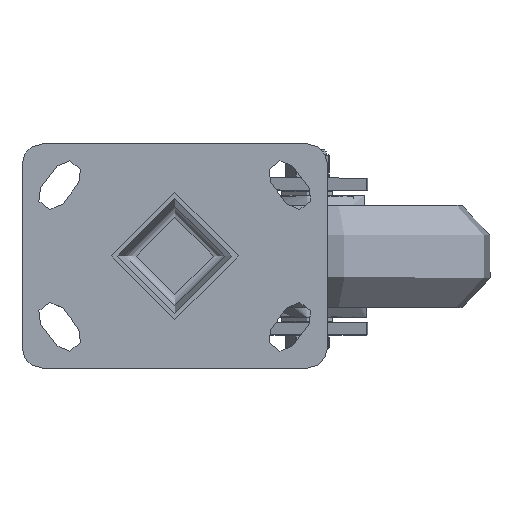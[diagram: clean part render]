
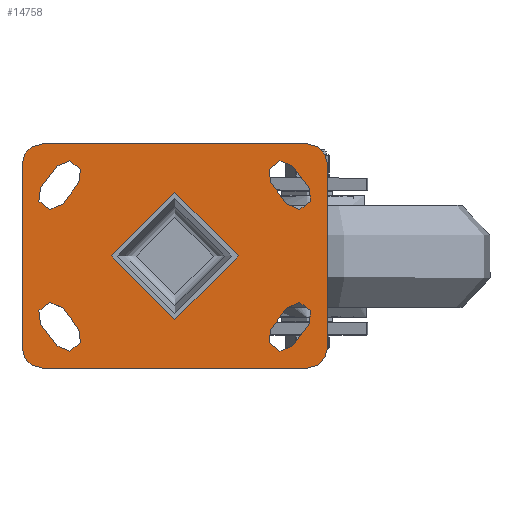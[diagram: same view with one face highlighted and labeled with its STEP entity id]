
A CAD part, top view. The second image highlights one B-rep face of the part: STEP entity #14758.
In plain terms, the highlighted planar face has unit normal (0, 0, 1).
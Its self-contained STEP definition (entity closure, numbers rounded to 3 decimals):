
#731=FACE_BOUND('',#4702,.T.);
#732=FACE_BOUND('',#4703,.T.);
#733=FACE_BOUND('',#4704,.T.);
#734=FACE_BOUND('',#4705,.T.);
#735=FACE_BOUND('',#4706,.T.);
#901=PLANE('',#15973);
#2041=LINE('',#23938,#2816);
#2043=LINE('',#23941,#2818);
#2050=LINE('',#23950,#2825);
#2052=LINE('',#23953,#2827);
#2053=LINE('',#23955,#2828);
#2054=LINE('',#23956,#2829);
#2055=LINE('',#23957,#2830);
#2056=LINE('',#23958,#2831);
#2057=LINE('',#23959,#2832);
#2058=LINE('',#23960,#2833);
#2059=LINE('',#23961,#2834);
#2060=LINE('',#23962,#2835);
#2816=VECTOR('',#17671,1000.);
#2818=VECTOR('',#17675,1000.);
#2825=VECTOR('',#17686,1000.);
#2827=VECTOR('',#17690,1000.);
#2828=VECTOR('',#17693,1000.);
#2829=VECTOR('',#17694,1000.);
#2830=VECTOR('',#17695,1000.);
#2831=VECTOR('',#17696,1000.);
#2832=VECTOR('',#17697,1000.);
#2833=VECTOR('',#17698,1000.);
#2834=VECTOR('',#17699,1000.);
#2835=VECTOR('',#17700,1000.);
#3742=FACE_OUTER_BOUND('',#4701,.T.);
#4701=EDGE_LOOP('',(#10597,#10598,#10599,#10600,#10601,#10602,#10603,#10604));
#4702=EDGE_LOOP('',(#10605,#10606,#10607,#10608));
#4703=EDGE_LOOP('',(#10609,#10610,#10611,#10612));
#4704=EDGE_LOOP('',(#10613,#10614,#10615,#10616));
#4705=EDGE_LOOP('',(#10617,#10618,#10619,#10620));
#4706=EDGE_LOOP('',(#10621));
#5727=CIRCLE('',#15905,31.25);
#5729=CIRCLE('',#15908,6.75);
#5732=CIRCLE('',#15912,6.75);
#5741=CIRCLE('',#15925,10.);
#5743=CIRCLE('',#15928,10.);
#5745=CIRCLE('',#15931,10.);
#5747=CIRCLE('',#15934,10.);
#5760=CIRCLE('',#15952,6.75);
#5761=CIRCLE('',#15954,6.75);
#5764=CIRCLE('',#15958,6.75);
#5765=CIRCLE('',#15960,6.75);
#5768=CIRCLE('',#15964,6.75);
#5769=CIRCLE('',#15966,6.75);
#6523=VERTEX_POINT('',#23749);
#6525=VERTEX_POINT('',#23755);
#6526=VERTEX_POINT('',#23756);
#6531=VERTEX_POINT('',#23767);
#6532=VERTEX_POINT('',#23769);
#6539=VERTEX_POINT('',#23791);
#6540=VERTEX_POINT('',#23792);
#6543=VERTEX_POINT('',#23800);
#6544=VERTEX_POINT('',#23801);
#6547=VERTEX_POINT('',#23809);
#6548=VERTEX_POINT('',#23810);
#6551=VERTEX_POINT('',#23818);
#6552=VERTEX_POINT('',#23819);
#6567=VERTEX_POINT('',#23886);
#6568=VERTEX_POINT('',#23888);
#6569=VERTEX_POINT('',#23892);
#6570=VERTEX_POINT('',#23893);
#6575=VERTEX_POINT('',#23904);
#6576=VERTEX_POINT('',#23906);
#6577=VERTEX_POINT('',#23910);
#6578=VERTEX_POINT('',#23911);
#6583=VERTEX_POINT('',#23922);
#6584=VERTEX_POINT('',#23924);
#6585=VERTEX_POINT('',#23928);
#6586=VERTEX_POINT('',#23929);
#8026=EDGE_CURVE('',#6523,#6523,#5727,.T.);
#8029=EDGE_CURVE('',#6525,#6526,#5729,.T.);
#8035=EDGE_CURVE('',#6532,#6531,#5732,.T.);
#8046=EDGE_CURVE('',#6539,#6540,#5741,.T.);
#8050=EDGE_CURVE('',#6543,#6544,#5743,.T.);
#8054=EDGE_CURVE('',#6547,#6548,#5745,.T.);
#8058=EDGE_CURVE('',#6551,#6552,#5747,.T.);
#8078=EDGE_CURVE('',#6568,#6567,#5760,.T.);
#8080=EDGE_CURVE('',#6569,#6570,#5761,.T.);
#8086=EDGE_CURVE('',#6576,#6575,#5764,.T.);
#8088=EDGE_CURVE('',#6577,#6578,#5765,.T.);
#8094=EDGE_CURVE('',#6584,#6583,#5768,.T.);
#8096=EDGE_CURVE('',#6585,#6586,#5769,.T.);
#8101=EDGE_CURVE('',#6583,#6585,#2041,.T.);
#8103=EDGE_CURVE('',#6586,#6584,#2043,.T.);
#8110=EDGE_CURVE('',#6531,#6577,#2050,.T.);
#8112=EDGE_CURVE('',#6578,#6532,#2052,.T.);
#8113=EDGE_CURVE('',#6548,#6551,#2053,.T.);
#8114=EDGE_CURVE('',#6540,#6547,#2054,.T.);
#8115=EDGE_CURVE('',#6544,#6539,#2055,.T.);
#8116=EDGE_CURVE('',#6552,#6543,#2056,.T.);
#8117=EDGE_CURVE('',#6570,#6576,#2057,.T.);
#8118=EDGE_CURVE('',#6575,#6569,#2058,.T.);
#8119=EDGE_CURVE('',#6567,#6525,#2059,.T.);
#8120=EDGE_CURVE('',#6526,#6568,#2060,.T.);
#10597=ORIENTED_EDGE('',*,*,#8058,.F.);
#10598=ORIENTED_EDGE('',*,*,#8113,.F.);
#10599=ORIENTED_EDGE('',*,*,#8054,.F.);
#10600=ORIENTED_EDGE('',*,*,#8114,.F.);
#10601=ORIENTED_EDGE('',*,*,#8046,.F.);
#10602=ORIENTED_EDGE('',*,*,#8115,.F.);
#10603=ORIENTED_EDGE('',*,*,#8050,.F.);
#10604=ORIENTED_EDGE('',*,*,#8116,.F.);
#10605=ORIENTED_EDGE('',*,*,#8117,.T.);
#10606=ORIENTED_EDGE('',*,*,#8086,.T.);
#10607=ORIENTED_EDGE('',*,*,#8118,.T.);
#10608=ORIENTED_EDGE('',*,*,#8080,.T.);
#10609=ORIENTED_EDGE('',*,*,#8101,.T.);
#10610=ORIENTED_EDGE('',*,*,#8096,.T.);
#10611=ORIENTED_EDGE('',*,*,#8103,.T.);
#10612=ORIENTED_EDGE('',*,*,#8094,.T.);
#10613=ORIENTED_EDGE('',*,*,#8112,.T.);
#10614=ORIENTED_EDGE('',*,*,#8035,.T.);
#10615=ORIENTED_EDGE('',*,*,#8110,.T.);
#10616=ORIENTED_EDGE('',*,*,#8088,.T.);
#10617=ORIENTED_EDGE('',*,*,#8119,.T.);
#10618=ORIENTED_EDGE('',*,*,#8029,.T.);
#10619=ORIENTED_EDGE('',*,*,#8120,.T.);
#10620=ORIENTED_EDGE('',*,*,#8078,.T.);
#10621=ORIENTED_EDGE('',*,*,#8026,.T.);
#14758=ADVANCED_FACE('',(#3742,#731,#732,#733,#734,#735),#901,.T.);
#15905=AXIS2_PLACEMENT_3D('',#23750,#17514,#17515);
#15908=AXIS2_PLACEMENT_3D('',#23757,#17521,#17522);
#15912=AXIS2_PLACEMENT_3D('',#23770,#17532,#17533);
#15925=AXIS2_PLACEMENT_3D('',#23793,#17560,#17561);
#15928=AXIS2_PLACEMENT_3D('',#23802,#17568,#17569);
#15931=AXIS2_PLACEMENT_3D('',#23811,#17576,#17577);
#15934=AXIS2_PLACEMENT_3D('',#23820,#17584,#17585);
#15952=AXIS2_PLACEMENT_3D('',#23889,#17625,#17626);
#15954=AXIS2_PLACEMENT_3D('',#23894,#17630,#17631);
#15958=AXIS2_PLACEMENT_3D('',#23907,#17641,#17642);
#15960=AXIS2_PLACEMENT_3D('',#23912,#17646,#17647);
#15964=AXIS2_PLACEMENT_3D('',#23925,#17657,#17658);
#15966=AXIS2_PLACEMENT_3D('',#23930,#17662,#17663);
#15973=AXIS2_PLACEMENT_3D('',#23954,#17691,#17692);
#17514=DIRECTION('center_axis',(0.,0.,-1.));
#17515=DIRECTION('ref_axis',(1.,0.,0.));
#17521=DIRECTION('center_axis',(0.,0.,-1.));
#17522=DIRECTION('ref_axis',(-1.,0.,0.));
#17532=DIRECTION('center_axis',(0.,0.,-1.));
#17533=DIRECTION('ref_axis',(1.,0.,0.));
#17560=DIRECTION('center_axis',(0.,0.,-1.));
#17561=DIRECTION('ref_axis',(-0.707,0.707,0.));
#17568=DIRECTION('center_axis',(0.,0.,-1.));
#17569=DIRECTION('ref_axis',(-0.707,-0.707,0.));
#17576=DIRECTION('center_axis',(0.,0.,-1.));
#17577=DIRECTION('ref_axis',(0.707,0.707,0.));
#17584=DIRECTION('center_axis',(0.,0.,-1.));
#17585=DIRECTION('ref_axis',(0.707,-0.707,0.));
#17625=DIRECTION('center_axis',(0.,0.,-1.));
#17626=DIRECTION('ref_axis',(-1.,0.,0.));
#17630=DIRECTION('center_axis',(0.,0.,-1.));
#17631=DIRECTION('ref_axis',(1.,0.,0.));
#17641=DIRECTION('center_axis',(0.,0.,-1.));
#17642=DIRECTION('ref_axis',(1.,0.,0.));
#17646=DIRECTION('center_axis',(0.,0.,-1.));
#17647=DIRECTION('ref_axis',(1.,0.,0.));
#17657=DIRECTION('center_axis',(0.,0.,-1.));
#17658=DIRECTION('ref_axis',(-1.,0.,0.));
#17662=DIRECTION('center_axis',(0.,0.,-1.));
#17663=DIRECTION('ref_axis',(-1.,0.,0.));
#17671=DIRECTION('',(-0.606,0.795,0.));
#17675=DIRECTION('',(0.606,-0.795,0.));
#17686=DIRECTION('',(0.606,0.795,0.));
#17690=DIRECTION('',(-0.606,-0.795,0.));
#17691=DIRECTION('center_axis',(0.,0.,1.));
#17692=DIRECTION('ref_axis',(1.,0.,0.));
#17693=DIRECTION('',(0.,-1.,0.));
#17694=DIRECTION('',(1.,0.,0.));
#17695=DIRECTION('',(0.,1.,0.));
#17696=DIRECTION('',(-1.,0.,0.));
#17697=DIRECTION('',(-0.606,0.795,0.));
#17698=DIRECTION('',(0.606,-0.795,0.));
#17699=DIRECTION('',(-0.606,-0.795,0.));
#17700=DIRECTION('',(0.606,0.795,0.));
#23749=CARTESIAN_POINT('',(-31.25,0.,0.));
#23750=CARTESIAN_POINT('Origin',(0.,0.,0.));
#23755=CARTESIAN_POINT('',(57.869,-44.091,0.));
#23756=CARTESIAN_POINT('',(47.131,-35.909,0.));
#23757=CARTESIAN_POINT('Origin',(52.5,-40.,0.));
#23767=CARTESIAN_POINT('',(-65.869,33.591,0.));
#23769=CARTESIAN_POINT('',(-55.131,25.409,0.));
#23770=CARTESIAN_POINT('Origin',(-60.5,29.5,0.));
#23791=CARTESIAN_POINT('',(-75.,45.,0.));
#23792=CARTESIAN_POINT('',(-65.,55.,0.));
#23793=CARTESIAN_POINT('Origin',(-65.,45.,0.));
#23800=CARTESIAN_POINT('',(-65.,-55.,0.));
#23801=CARTESIAN_POINT('',(-75.,-45.,0.));
#23802=CARTESIAN_POINT('Origin',(-65.,-45.,0.));
#23809=CARTESIAN_POINT('',(65.,55.,0.));
#23810=CARTESIAN_POINT('',(75.,45.,0.));
#23811=CARTESIAN_POINT('Origin',(65.,45.,0.));
#23818=CARTESIAN_POINT('',(75.,-45.,0.));
#23819=CARTESIAN_POINT('',(65.,-55.,0.));
#23820=CARTESIAN_POINT('Origin',(65.,-45.,0.));
#23886=CARTESIAN_POINT('',(65.869,-33.591,0.));
#23888=CARTESIAN_POINT('',(55.131,-25.409,0.));
#23889=CARTESIAN_POINT('Origin',(60.5,-29.5,0.));
#23892=CARTESIAN_POINT('',(-47.131,-35.909,0.));
#23893=CARTESIAN_POINT('',(-57.869,-44.091,0.));
#23894=CARTESIAN_POINT('Origin',(-52.5,-40.,0.));
#23904=CARTESIAN_POINT('',(-55.131,-25.409,0.));
#23906=CARTESIAN_POINT('',(-65.869,-33.591,0.));
#23907=CARTESIAN_POINT('Origin',(-60.5,-29.5,0.));
#23910=CARTESIAN_POINT('',(-57.869,44.091,0.));
#23911=CARTESIAN_POINT('',(-47.131,35.909,0.));
#23912=CARTESIAN_POINT('Origin',(-52.5,40.,0.));
#23922=CARTESIAN_POINT('',(55.131,25.409,0.));
#23924=CARTESIAN_POINT('',(65.869,33.591,0.));
#23925=CARTESIAN_POINT('Origin',(60.5,29.5,0.));
#23928=CARTESIAN_POINT('',(47.131,35.909,0.));
#23929=CARTESIAN_POINT('',(57.869,44.091,0.));
#23930=CARTESIAN_POINT('Origin',(52.5,40.,0.));
#23938=CARTESIAN_POINT('',(49.131,33.284,0.));
#23941=CARTESIAN_POINT('',(59.869,41.466,0.));
#23950=CARTESIAN_POINT('',(-59.869,41.466,0.));
#23953=CARTESIAN_POINT('',(-49.131,33.284,0.));
#23954=CARTESIAN_POINT('Origin',(0.,0.,0.));
#23955=CARTESIAN_POINT('',(75.,55.,0.));
#23956=CARTESIAN_POINT('',(-75.,55.,0.));
#23957=CARTESIAN_POINT('',(-75.,-55.,0.));
#23958=CARTESIAN_POINT('',(75.,-55.,0.));
#23959=CARTESIAN_POINT('',(-59.869,-41.466,0.));
#23960=CARTESIAN_POINT('',(-49.131,-33.284,0.));
#23961=CARTESIAN_POINT('',(59.869,-41.466,0.));
#23962=CARTESIAN_POINT('',(49.131,-33.284,0.));
